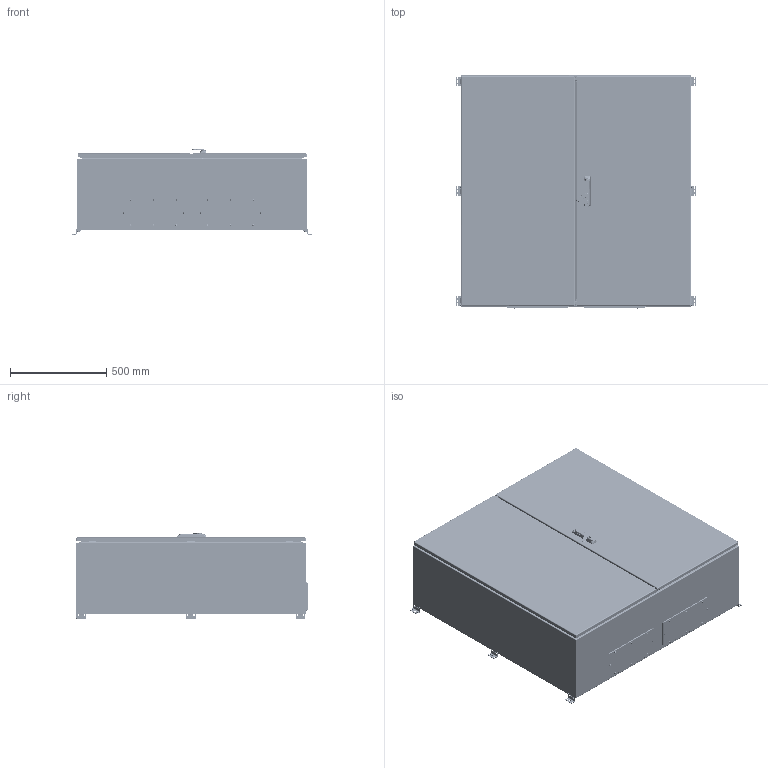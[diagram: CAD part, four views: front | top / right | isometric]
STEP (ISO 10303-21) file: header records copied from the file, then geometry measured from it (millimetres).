
FILE_DESCRIPTION (( 'STEP AP214' ), '1' );
FILE_NAME ('21.120.120.40.STEP', '2024-07-26T11:20:30', ( '' ), ( '' ), 'SwSTEP 2.0', 'SolidWorks 2021', '' );
FILE_SCHEMA (( 'AUTOMOTIVE_DESIGN' ));
Length unit declared in the file: millimetre
Products named in the file (72): K7030_ASM_1_AF0_ASM.stp; _INST32000_4.stp; MS820-1-1-05-XZS-4X5_8.stp; Äâåðíîå ïðàâîå ïîëîòíî W1200H1200; Ãàéêà Ì6 äëÿ øïèëüêè; MS100-3-SXGH_3_AF0.stp; Âèíò DIN 967 Ì5õ16 ñ ïîëóêðóãëîé ãîëîâêîé ñ êðåñòîîáðàçíûì øëèöåì; 471.100 Íàñòåííîå êðåïëåíèå; ABB100-3-1-ZZ_5_2.stp; MS100-3-1000_8-162541.stp; MS100-3-00_1.stp; MS100-3-1B_8_AF0.stp; ABB100-3-1-ZZ_5_ASM.stp; 署赅 W330D150; Êðåïëåíèå òÿãè; AB100-3-S06-SP_1_5.stp; 昢膼碴鍣 膰豵鵨 W1200H1200D400; MS100-3-3C (1).stp; Ãàñêåòèíã ëåâîé äâåðè W1200H1200; MS100-3000_10.stp; Âèíò Ì4õ10 ìåáåëüíûé; Áîëò Ì6õ10 ñ øåñòèãðàííîé ãîëîâêîé ñ ïðåññøàéáîé; Ïåðô. ïðîôèëü äëÿ äíà è ñòåíêè D400; Äâåðü ëåâàÿ W1200H1200; 嵑謺麃; MS-100-3A-3E-SB_ASM_55_AF0_ASM.stp; 妈眚 DIN 912-󋔊0-Zn; Ïðîôèëü äâåðíîé H1200; Ïåòëÿ ùèòîâàÿ ïðèâàðíàÿ; 昑 W1200H1200; 砑僔蠂縺; Çàêëåïêà ðåçüáîâàÿ Ì5 øåñòèãðàííàÿ ñ óìåíüøåííûì áîðòîì; M60002_2.stp; Ãàéêà DIN934- Ì6-Zn; M60001_4.stp; Ãàéêà M8 DIN6923.step; Âòóëêà øàðíèðà; Øïèëüêà ïðèâàðíàÿ Ì8õ25; M6X25_5.stp; ﾒ聰 H1200 ...
Assembly tree (210 placements, depth 7):
  21.120.120.40
    昢膼碴鍣 膰豵鵨 W1200H1200D400
      扻豵鵨 W1200H1200D400
      栺樇罻 H1200D400  x2
      Çàêëåïêà ðåçüáîâàÿ Ì5 øåñòèãðàííàÿ ñ óìåíüøåííûì áîðòîì  x16
      Çàêëåïêà ðåçüáîâàÿ Ì8 øåñòèãðàííàÿ ñ óìåíüøåííûì áîðòîì  x6
      Øïèëüêà ïðèâàðíàÿ Ì8õ25  x6
      Øïèëüêà ïðèâàðíàÿ Ì6õ16  x12
    Äâåðü ëåâàÿ W1200H1200
      Äâåðíîå ïîëîòíî ëåâîå W1200H1200
      Ãàñêåòèíã ëåâîé äâåðè W1200H1200
      Ïðîôèëü äâåðíîé H1200  x2
      Øïèëüêà ïðèâàðíàÿ Ì6õ16  x2
      Ïåòëÿ ùèòîâàÿ ïðèâàðíàÿ  x3
    Äâåðü ïðàâàÿ W1200H1200
      Äâåðíîå ïðàâîå ïîëîòíî W1200H1200
      Ãàñêåòèíã äâåðè W1200H1200
      Øïèëüêà ïðèâàðíàÿ Ì6õ16  x6
      Ïåòëÿ ùèòîâàÿ ïðèâàðíàÿ  x3
      Ïðîôèëü äâåðè H1200  x2
      ﾒ聰 H1200  x2
      Êðåïëåíèå òÿãè  x4
      Ýëåìåíò òÿãè  x2
        砑僔蠂縺
        扻錼鼨膰
        Îñü
      MS100-3-3C (1).stp
        MS100-3-3B_ASM_92_AF0_ASM.stp
          MS-100-3A-3E-SB_ASM_55_AF0_ASM.stp
            ABB100-3-1-ZZ_5_ASM.stp
              ABB100-3-1-ZZ_5_2.stp
            K7010-C_ASM_3_AF0_ASM.stp
              ABB100-3_03_1_AF0.stp
              MS100-3C_1_AF0.stp
            K7030_ASM_1_AF0_ASM.stp
              ABB100-3_03_1_AF1.stp
            MS100-3-1B_8_AF0.stp
            MS820-1-1-05-XZS-4X5_8.stp
            MS100-3-FYG_7.stp
          0001_ASM_45_AF0_ASM.stp
            MS100-3-00_1.stp  x2
            MS100-3000_10.stp
            MS100-3-1000_8-162541.stp  x2
            MS100-3-1000_8-171769_AF0.stp
          0002_ASM_2_ASM.stp
            M60001_4.stp
            _INST32000_4.stp
            M60002_2.stp
          MS100-3-1-1B-SL_4_AF0.stp
          MS100-3-SXGH_3_AF0.stp
          SCREW4_2X22_8.stp  x4
          MS822-1-1-SPLJZ_5.stp
          AB100-3-S06-SP_1_5.stp
          M6X25_5.stp
      Áîëò Ì5õ8 ñ øåñòèãðàííîé ãîëîâêîé ñ ïðåññøàéáîé  x2
      Ãàéêà DIN934- Ì6-Zn  x4
    昑 W1200H1200
    署赅 W330D150  x2
    Ïðîêëàäêà êðûøêè ÄÌ W330D150  x2
    嵑謺麃 瀁蠉澼鍣2 094  x3
Bounding box: 1252 x 1210.45 x 445.8 mm (x, y, z)
Volume: 12688535.4 mm3; surface area: 14523776.9 mm2
Topology: 215 solids, 215 shells, 11389 faces, 29061 edges, 18352 vertices
Faces by surface type: plane 4866, cylinder 4316, cone 826, bspline 713, torus 579, sphere 89
Entity records: 215115 total; most frequent: CARTESIAN_POINT 80717, ORIENTED_EDGE 28586, DIRECTION 25036, EDGE_CURVE 14293, VERTEX_POINT 9061, LINE 8562, VECTOR 8562, AXIS2_PLACEMENT_3D 8237
